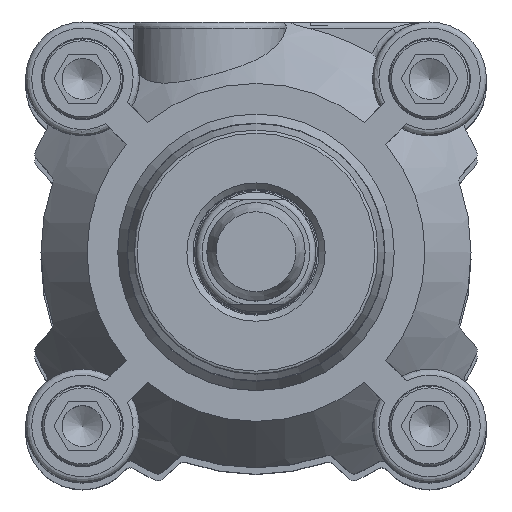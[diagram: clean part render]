
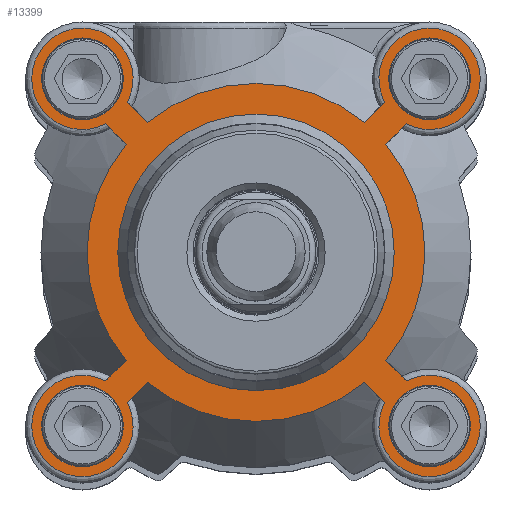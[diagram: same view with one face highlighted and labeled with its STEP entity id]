
A CAD part, top view. The second image highlights one B-rep face of the part: STEP entity #13399.
In plain terms, the highlighted planar face has unit normal (0, 0, 1).
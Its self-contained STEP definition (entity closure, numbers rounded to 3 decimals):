
#11752=CARTESIAN_POINT('',(24.458,-20.923,335.5));
#11753=VERTEX_POINT('',#11752);
#11767=CARTESIAN_POINT('',(20.923,-24.458,335.5));
#11768=VERTEX_POINT('',#11767);
#11769=CARTESIAN_POINT('',(28.25,-28.25,335.5));
#11770=DIRECTION('',(0.0,0.0,-1.0));
#11771=DIRECTION('',(0.707,-0.707,0.0));
#11772=AXIS2_PLACEMENT_3D('',#11769,#11770,#11771);
#11773=CIRCLE('',#11772,8.25);
#11774=EDGE_CURVE('',#11753,#11768,#11773,.T.);
#12884=CARTESIAN_POINT('',(-20.923,-24.458,335.5));
#12885=VERTEX_POINT('',#12884);
#12899=CARTESIAN_POINT('',(-24.458,-20.923,335.5));
#12900=VERTEX_POINT('',#12899);
#12901=CARTESIAN_POINT('',(-28.25,-28.25,335.5));
#12902=DIRECTION('',(0.0,0.0,-1.0));
#12903=DIRECTION('',(-0.707,-0.707,0.0));
#12904=AXIS2_PLACEMENT_3D('',#12901,#12902,#12903);
#12905=CIRCLE('',#12904,8.25);
#12906=EDGE_CURVE('',#12885,#12900,#12905,.T.);
#12932=CARTESIAN_POINT('',(-21.6,-28.25,335.5));
#12933=VERTEX_POINT('',#12932);
#12934=CARTESIAN_POINT('',(-28.25,-28.25,335.5));
#12935=DIRECTION('',(0.0,0.0,-1.0));
#12936=DIRECTION('',(1.0,0.0,0.0));
#12937=AXIS2_PLACEMENT_3D('',#12934,#12935,#12936);
#12938=CIRCLE('',#12937,6.65);
#12939=EDGE_CURVE('',#12933,#12933,#12938,.T.);
#13166=CARTESIAN_POINT('',(20.923,24.458,335.5));
#13167=VERTEX_POINT('',#13166);
#13168=CARTESIAN_POINT('',(24.458,20.923,335.5));
#13169=VERTEX_POINT('',#13168);
#13170=CARTESIAN_POINT('',(28.25,28.25,335.5));
#13171=DIRECTION('',(0.0,0.0,-1.0));
#13172=DIRECTION('',(0.707,0.707,0.0));
#13173=AXIS2_PLACEMENT_3D('',#13170,#13171,#13172);
#13174=CIRCLE('',#13173,8.25);
#13175=EDGE_CURVE('',#13167,#13169,#13174,.T.);
#13235=CARTESIAN_POINT('',(22.5,0.0,335.5));
#13236=VERTEX_POINT('',#13235);
#13237=CARTESIAN_POINT('',(0.0,0.0,335.5));
#13238=DIRECTION('',(0.0,0.0,1.0));
#13239=DIRECTION('',(1.0,0.0,0.0));
#13240=AXIS2_PLACEMENT_3D('',#13237,#13238,#13239);
#13241=CIRCLE('',#13240,22.5);
#13242=EDGE_CURVE('',#13236,#13236,#13241,.T.);
#13247=CARTESIAN_POINT('',(0.0,0.0,335.5));
#13248=DIRECTION('',(0.0,0.0,1.0));
#13249=DIRECTION('',(1.0,0.0,0.0));
#13250=AXIS2_PLACEMENT_3D('',#13247,#13248,#13249);
#13251=PLANE('',#13250);
#13252=ORIENTED_EDGE('',*,*,#11774,.F.);
#13253=CARTESIAN_POINT('',(21.133,-17.597,335.5));
#13254=VERTEX_POINT('',#13253);
#13255=CARTESIAN_POINT('',(21.133,-17.597,335.5));
#13256=DIRECTION('',(0.707,-0.707,0.0));
#13257=VECTOR('',#13256,4.703);
#13258=LINE('',#13255,#13257);
#13259=EDGE_CURVE('',#13254,#11753,#13258,.T.);
#13260=ORIENTED_EDGE('',*,*,#13259,.F.);
#13261=CARTESIAN_POINT('',(21.133,17.597,335.5));
#13262=VERTEX_POINT('',#13261);
#13263=CARTESIAN_POINT('',(0.0,0.0,335.5));
#13264=DIRECTION('',(0.0,0.0,1.0));
#13265=DIRECTION('',(1.0,0.0,0.0));
#13266=AXIS2_PLACEMENT_3D('',#13263,#13264,#13265);
#13267=CIRCLE('',#13266,27.5);
#13268=EDGE_CURVE('',#13254,#13262,#13267,.T.);
#13269=ORIENTED_EDGE('',*,*,#13268,.T.);
#13270=CARTESIAN_POINT('',(24.458,20.923,335.5));
#13271=DIRECTION('',(-0.707,-0.707,0.0));
#13272=VECTOR('',#13271,4.703);
#13273=LINE('',#13270,#13272);
#13274=EDGE_CURVE('',#13169,#13262,#13273,.T.);
#13275=ORIENTED_EDGE('',*,*,#13274,.F.);
#13276=ORIENTED_EDGE('',*,*,#13175,.F.);
#13277=CARTESIAN_POINT('',(17.597,21.133,335.5));
#13278=VERTEX_POINT('',#13277);
#13279=CARTESIAN_POINT('',(17.597,21.133,335.5));
#13280=DIRECTION('',(0.707,0.707,0.0));
#13281=VECTOR('',#13280,4.703);
#13282=LINE('',#13279,#13281);
#13283=EDGE_CURVE('',#13278,#13167,#13282,.T.);
#13284=ORIENTED_EDGE('',*,*,#13283,.F.);
#13285=CARTESIAN_POINT('',(-17.597,21.133,335.5));
#13286=VERTEX_POINT('',#13285);
#13287=CARTESIAN_POINT('',(0.0,0.0,335.5));
#13288=DIRECTION('',(0.0,0.0,1.0));
#13289=DIRECTION('',(1.0,0.0,0.0));
#13290=AXIS2_PLACEMENT_3D('',#13287,#13288,#13289);
#13291=CIRCLE('',#13290,27.5);
#13292=EDGE_CURVE('',#13278,#13286,#13291,.T.);
#13293=ORIENTED_EDGE('',*,*,#13292,.T.);
#13294=CARTESIAN_POINT('',(-20.923,24.458,335.5));
#13295=VERTEX_POINT('',#13294);
#13296=CARTESIAN_POINT('',(-20.923,24.458,335.5));
#13297=DIRECTION('',(0.707,-0.707,0.0));
#13298=VECTOR('',#13297,4.703);
#13299=LINE('',#13296,#13298);
#13300=EDGE_CURVE('',#13295,#13286,#13299,.T.);
#13301=ORIENTED_EDGE('',*,*,#13300,.F.);
#13302=CARTESIAN_POINT('',(-24.458,20.923,335.5));
#13303=VERTEX_POINT('',#13302);
#13304=CARTESIAN_POINT('',(-28.25,28.25,335.5));
#13305=DIRECTION('',(0.0,0.0,-1.0));
#13306=DIRECTION('',(-0.707,0.707,0.0));
#13307=AXIS2_PLACEMENT_3D('',#13304,#13305,#13306);
#13308=CIRCLE('',#13307,8.25);
#13309=EDGE_CURVE('',#13303,#13295,#13308,.T.);
#13310=ORIENTED_EDGE('',*,*,#13309,.F.);
#13311=CARTESIAN_POINT('',(-21.133,17.597,335.5));
#13312=VERTEX_POINT('',#13311);
#13313=CARTESIAN_POINT('',(-21.133,17.597,335.5));
#13314=DIRECTION('',(-0.707,0.707,0.0));
#13315=VECTOR('',#13314,4.703);
#13316=LINE('',#13313,#13315);
#13317=EDGE_CURVE('',#13312,#13303,#13316,.T.);
#13318=ORIENTED_EDGE('',*,*,#13317,.F.);
#13319=CARTESIAN_POINT('',(-21.133,-17.597,335.5));
#13320=VERTEX_POINT('',#13319);
#13321=CARTESIAN_POINT('',(0.0,0.0,335.5));
#13322=DIRECTION('',(0.0,0.0,1.0));
#13323=DIRECTION('',(1.0,0.0,0.0));
#13324=AXIS2_PLACEMENT_3D('',#13321,#13322,#13323);
#13325=CIRCLE('',#13324,27.5);
#13326=EDGE_CURVE('',#13312,#13320,#13325,.T.);
#13327=ORIENTED_EDGE('',*,*,#13326,.T.);
#13328=CARTESIAN_POINT('',(-24.458,-20.923,335.5));
#13329=DIRECTION('',(0.707,0.707,0.0));
#13330=VECTOR('',#13329,4.703);
#13331=LINE('',#13328,#13330);
#13332=EDGE_CURVE('',#12900,#13320,#13331,.T.);
#13333=ORIENTED_EDGE('',*,*,#13332,.F.);
#13334=ORIENTED_EDGE('',*,*,#12906,.F.);
#13335=CARTESIAN_POINT('',(-17.597,-21.133,335.5));
#13336=VERTEX_POINT('',#13335);
#13337=CARTESIAN_POINT('',(-17.597,-21.133,335.5));
#13338=DIRECTION('',(-0.707,-0.707,0.0));
#13339=VECTOR('',#13338,4.703);
#13340=LINE('',#13337,#13339);
#13341=EDGE_CURVE('',#13336,#12885,#13340,.T.);
#13342=ORIENTED_EDGE('',*,*,#13341,.F.);
#13343=CARTESIAN_POINT('',(17.597,-21.133,335.5));
#13344=VERTEX_POINT('',#13343);
#13345=CARTESIAN_POINT('',(0.0,0.0,335.5));
#13346=DIRECTION('',(0.0,0.0,1.0));
#13347=DIRECTION('',(1.0,0.0,0.0));
#13348=AXIS2_PLACEMENT_3D('',#13345,#13346,#13347);
#13349=CIRCLE('',#13348,27.5);
#13350=EDGE_CURVE('',#13336,#13344,#13349,.T.);
#13351=ORIENTED_EDGE('',*,*,#13350,.T.);
#13352=CARTESIAN_POINT('',(20.923,-24.458,335.5));
#13353=DIRECTION('',(-0.707,0.707,0.0));
#13354=VECTOR('',#13353,4.703);
#13355=LINE('',#13352,#13354);
#13356=EDGE_CURVE('',#11768,#13344,#13355,.T.);
#13357=ORIENTED_EDGE('',*,*,#13356,.F.);
#13358=EDGE_LOOP('',(#13252,#13260,#13269,#13275,#13276,#13284,#13293,#13301,#13310,#13318,#13327,#13333,#13334,#13342,#13351,#13357));
#13359=FACE_OUTER_BOUND('',#13358,.T.);
#13360=ORIENTED_EDGE('',*,*,#13242,.F.);
#13361=EDGE_LOOP('',(#13360));
#13362=FACE_BOUND('',#13361,.T.);
#13363=CARTESIAN_POINT('',(34.9,28.25,335.5));
#13364=VERTEX_POINT('',#13363);
#13365=CARTESIAN_POINT('',(28.25,28.25,335.5));
#13366=DIRECTION('',(0.0,0.0,-1.0));
#13367=DIRECTION('',(1.0,0.0,0.0));
#13368=AXIS2_PLACEMENT_3D('',#13365,#13366,#13367);
#13369=CIRCLE('',#13368,6.65);
#13370=EDGE_CURVE('',#13364,#13364,#13369,.T.);
#13371=ORIENTED_EDGE('',*,*,#13370,.T.);
#13372=EDGE_LOOP('',(#13371));
#13373=FACE_BOUND('',#13372,.T.);
#13374=ORIENTED_EDGE('',*,*,#12939,.T.);
#13375=EDGE_LOOP('',(#13374));
#13376=FACE_BOUND('',#13375,.T.);
#13377=CARTESIAN_POINT('',(-21.6,28.25,335.5));
#13378=VERTEX_POINT('',#13377);
#13379=CARTESIAN_POINT('',(-28.25,28.25,335.5));
#13380=DIRECTION('',(0.0,0.0,-1.0));
#13381=DIRECTION('',(1.0,0.0,0.0));
#13382=AXIS2_PLACEMENT_3D('',#13379,#13380,#13381);
#13383=CIRCLE('',#13382,6.65);
#13384=EDGE_CURVE('',#13378,#13378,#13383,.T.);
#13385=ORIENTED_EDGE('',*,*,#13384,.T.);
#13386=EDGE_LOOP('',(#13385));
#13387=FACE_BOUND('',#13386,.T.);
#13388=CARTESIAN_POINT('',(34.9,-28.25,335.5));
#13389=VERTEX_POINT('',#13388);
#13390=CARTESIAN_POINT('',(28.25,-28.25,335.5));
#13391=DIRECTION('',(0.0,0.0,-1.0));
#13392=DIRECTION('',(1.0,0.0,0.0));
#13393=AXIS2_PLACEMENT_3D('',#13390,#13391,#13392);
#13394=CIRCLE('',#13393,6.65);
#13395=EDGE_CURVE('',#13389,#13389,#13394,.T.);
#13396=ORIENTED_EDGE('',*,*,#13395,.T.);
#13397=EDGE_LOOP('',(#13396));
#13398=FACE_BOUND('',#13397,.T.);
#13399=ADVANCED_FACE('',(#13359,#13362,#13373,#13376,#13387,#13398),#13251,.T.);
